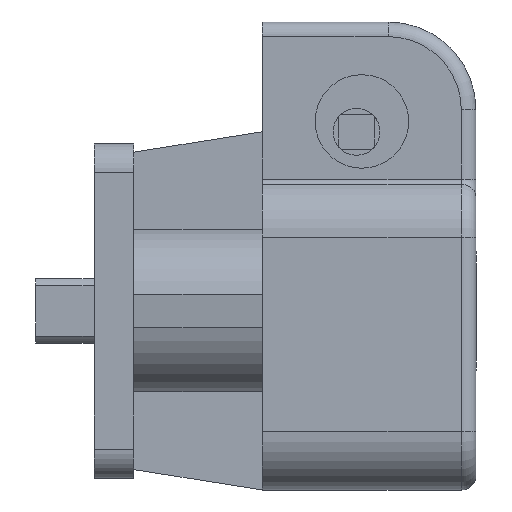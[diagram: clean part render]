
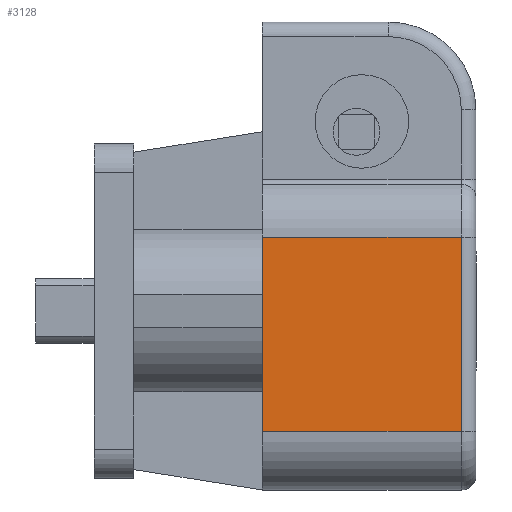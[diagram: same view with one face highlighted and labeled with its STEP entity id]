
A CAD part, left-side view. The second image highlights one B-rep face of the part: STEP entity #3128.
In plain terms, the highlighted planar face has unit normal (-1, 0, 0).
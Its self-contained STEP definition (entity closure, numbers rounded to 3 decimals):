
#47 = VERTEX_POINT ( 'NONE', #2169 ) ;
#93 = VERTEX_POINT ( 'NONE', #7205 ) ;
#162 = VERTEX_POINT ( 'NONE', #3348 ) ;
#277 = VERTEX_POINT ( 'NONE', #3303 ) ;
#498 = CARTESIAN_POINT ( 'NONE',  ( -70., 72.5, -41.25 ) ) ;
#918 = PLANE ( 'NONE',  #6079 ) ;
#1044 = CARTESIAN_POINT ( 'NONE',  ( -70., -343.603, -41.25 ) ) ;
#1224 = LINE ( 'NONE', #6754, #7324 ) ;
#1332 = ORIENTED_EDGE ( 'NONE', *, *, #4483, .F. ) ;
#2169 = CARTESIAN_POINT ( 'NONE',  ( -70., 4.5, -41.25 ) ) ;
#2324 = EDGE_LOOP ( 'NONE', ( #4530, #1332, #8905, #3239 ) ) ;
#3118 = EDGE_CURVE ( 'NONE', #93, #162, #6488, .T. ) ;
#3128 = ADVANCED_FACE ( 'NONE', ( #6533 ), #918, .T. ) ;
#3146 = DIRECTION ( 'NONE',  ( 0., 1., 0. ) ) ;
#3239 = ORIENTED_EDGE ( 'NONE', *, *, #8033, .T. ) ;
#3265 = DIRECTION ( 'NONE',  ( 0., 0., 1. ) ) ;
#3303 = CARTESIAN_POINT ( 'NONE',  ( -70., 72.5, -41.25 ) ) ;
#3348 = CARTESIAN_POINT ( 'NONE',  ( -70., 72.5, 25.21 ) ) ;
#3603 = VECTOR ( 'NONE', #3146, 1000. ) ;
#3774 = EDGE_CURVE ( 'NONE', #47, #277, #5909, .T. ) ;
#3919 = LINE ( 'NONE', #498, #6391 ) ;
#4483 = EDGE_CURVE ( 'NONE', #277, #162, #3919, .T. ) ;
#4530 = ORIENTED_EDGE ( 'NONE', *, *, #3118, .T. ) ;
#5499 = VECTOR ( 'NONE', #8663, 1000. ) ;
#5817 = DIRECTION ( 'NONE',  ( 0., 0., 1. ) ) ;
#5909 = LINE ( 'NONE', #8721, #3603 ) ;
#6079 = AXIS2_PLACEMENT_3D ( 'NONE', #1044, #7910, #5817 ) ;
#6391 = VECTOR ( 'NONE', #6712, 1000. ) ;
#6488 = LINE ( 'NONE', #6575, #5499 ) ;
#6533 = FACE_OUTER_BOUND ( 'NONE', #2324, .T. ) ;
#6575 = CARTESIAN_POINT ( 'NONE',  ( -70., -343.603, 25.21 ) ) ;
#6712 = DIRECTION ( 'NONE',  ( 0., 0., 1. ) ) ;
#6754 = CARTESIAN_POINT ( 'NONE',  ( -70., 4.5, 25.21 ) ) ;
#7205 = CARTESIAN_POINT ( 'NONE',  ( -70., 4.5, 25.21 ) ) ;
#7324 = VECTOR ( 'NONE', #3265, 1000. ) ;
#7910 = DIRECTION ( 'NONE',  ( -1., 0., 0. ) ) ;
#8033 = EDGE_CURVE ( 'NONE', #47, #93, #1224, .T. ) ;
#8663 = DIRECTION ( 'NONE',  ( 0., 1., 0. ) ) ;
#8721 = CARTESIAN_POINT ( 'NONE',  ( -70., -343.603, -41.25 ) ) ;
#8905 = ORIENTED_EDGE ( 'NONE', *, *, #3774, .F. ) ;
